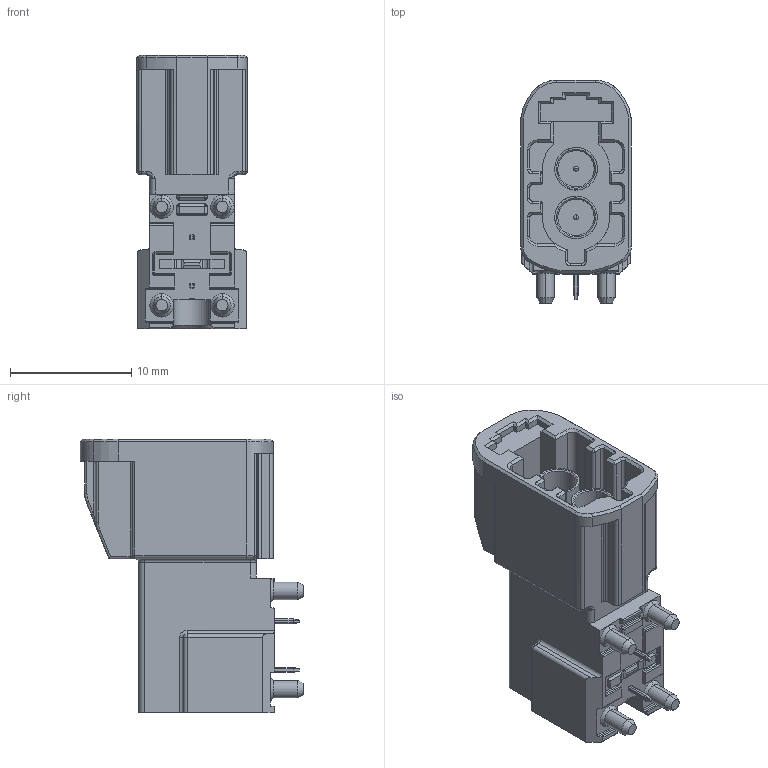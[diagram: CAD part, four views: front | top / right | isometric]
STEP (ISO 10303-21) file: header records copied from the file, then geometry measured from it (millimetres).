
FILE_DESCRIPTION(/* description */ (''),/* implementation_level */ '2;1');
FILE_NAME(/* name */ '35667170-ENV01_01-CODE Z.stp',/* time_stamp */ '2023-06-09T17:02:43+08:00',/* author */ (''),/* organization */ (''),/* preprocessor_version */ 'ST-DEVELOPER v16',/* originating_system */ 'SIEMENS PLM Software NX 11.0',/* authorisation */ '');
FILE_SCHEMA (('AUTOMOTIVE_DESIGN { 1 0 10303 214 3 1 1 1 }'));
Length unit declared in the file: millimetre
Products named in the file (1): 35667170-ENV01_01-CODE Z
Bounding box: 9.1 x 18.4 x 22.55 mm (x, y, z)
Volume: 1688.9 mm3; surface area: 1927.8 mm2
Topology: 1 solids, 1 shells, 544 faces, 1380 edges, 815 vertices
Faces by surface type: plane 229, cylinder 199, cone 60, torus 28, sphere 20, bspline 8
Full cylindrical faces by diameter (mm): 3.5 x2
Entity records: 18494 total; most frequent: CARTESIAN_POINT 3600, DIRECTION 2733, ORIENTED_EDGE 2678, EDGE_CURVE 1339, AXIS2_PLACEMENT_3D 966, VERTEX_POINT 813, LINE 801, VECTOR 801
